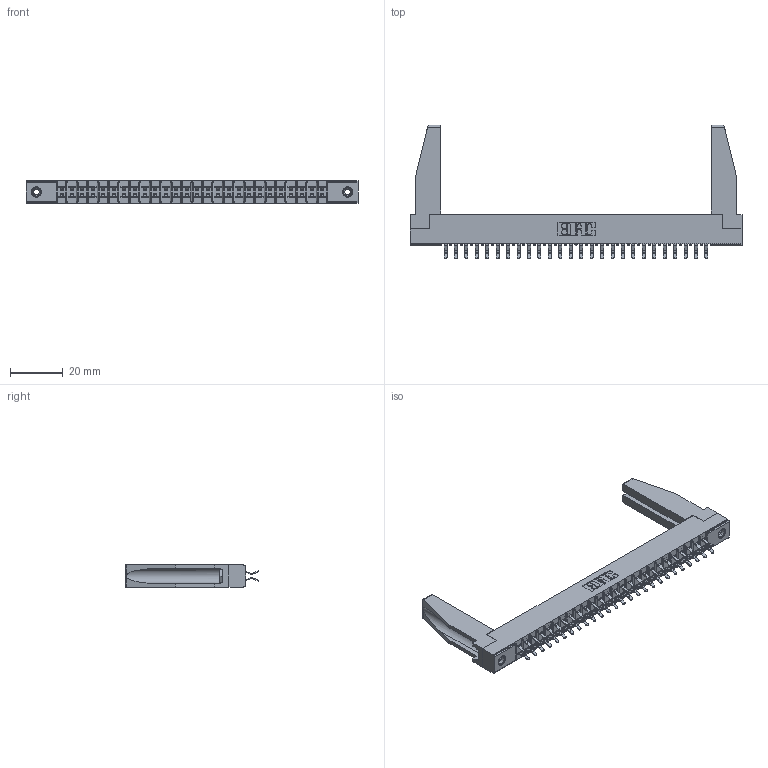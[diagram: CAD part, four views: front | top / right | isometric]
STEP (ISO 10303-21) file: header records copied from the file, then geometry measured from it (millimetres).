
FILE_DESCRIPTION (( 'STEP AP203' ), '1' );
FILE_NAME ('305-052-556-578.STEP', '2019-09-09T22:43:47', ( '' ), ( '' ), 'SwSTEP 2.0', 'SolidWorks 2016', '' );
FILE_SCHEMA (( 'CONFIG_CONTROL_DESIGN' ));
Length unit declared in the file: inch
Products named in the file (5): 305 Part_.156 Dia; 307-220-078; 305-052-556-578; 345-250-001_345-250-001-102; 305-290-001_556
Assembly tree (57 placements, depth 2):
  305-052-556-578
    305 Part_.156 Dia
    305-290-001_556  x52
    345-250-001_345-250-001-102  x2
    307-220-078  x2
Bounding box: 126.03 x 50.67 x 8.71 mm (x, y, z)
Volume: 11522.3 mm3; surface area: 19100.9 mm2
Topology: 57 solids, 57 shells, 3158 faces, 9044 edges, 5880 vertices
Faces by surface type: plane 1764, cylinder 1274, sphere 104, cone 12, torus 4
Entity records: 32760 total; most frequent: CARTESIAN_POINT 5430, ORIENTED_EDGE 5346, DIRECTION 5227, EDGE_CURVE 2673, LINE 2137, VECTOR 2137, VERTEX_POINT 1706, AXIS2_PLACEMENT_3D 1545
